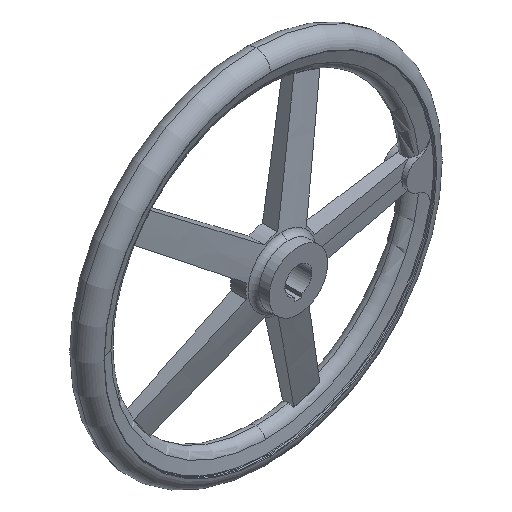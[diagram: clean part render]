
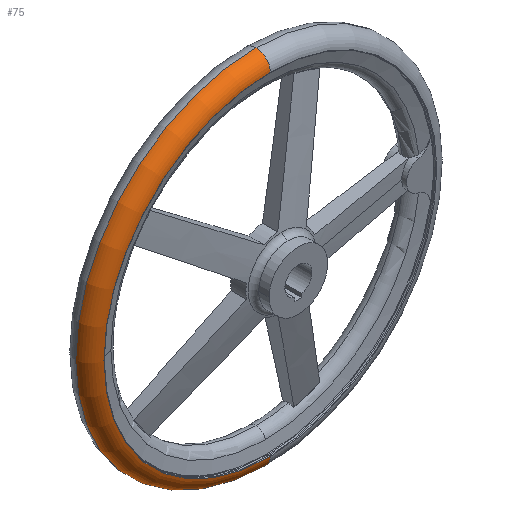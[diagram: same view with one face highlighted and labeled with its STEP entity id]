
A CAD part, isometric view. The second image highlights one B-rep face of the part: STEP entity #75.
In plain terms, the highlighted toroidal (fillet/blend) face has major radius 184 mm and minor radius 16 mm.
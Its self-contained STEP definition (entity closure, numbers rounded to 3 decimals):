
#75 = ADVANCED_FACE( '', ( #157 ), #158, .T. );
#157 = FACE_OUTER_BOUND( '', #321, .T. );
#158 = TOROIDAL_SURFACE( '', #322, 184., 16. );
#321 = EDGE_LOOP( '', ( #485, #486, #487, #488 ) );
#322 = AXIS2_PLACEMENT_3D( '', #489, #490, #491 );
#485 = ORIENTED_EDGE( '', *, *, #1250, .F. );
#486 = ORIENTED_EDGE( '', *, *, #1251, .T. );
#487 = ORIENTED_EDGE( '', *, *, #1252, .T. );
#488 = ORIENTED_EDGE( '', *, *, #1253, .T. );
#489 = CARTESIAN_POINT( '', ( 0., 47., 0. ) );
#490 = DIRECTION( '', ( 0., 1., 0. ) );
#491 = DIRECTION( '', ( 0., 0., 1. ) );
#1250 = EDGE_CURVE( '', #1511, #1512, #1513, .T. );
#1251 = EDGE_CURVE( '', #1511, #1514, #1515, .T. );
#1252 = EDGE_CURVE( '', #1514, #1516, #1517, .T. );
#1253 = EDGE_CURVE( '', #1516, #1512, #1518, .T. );
#1511 = VERTEX_POINT( '', #1944 );
#1512 = VERTEX_POINT( '', #1945 );
#1513 = CIRCLE( '', #1946, 200. );
#1514 = VERTEX_POINT( '', #1947 );
#1515 = CIRCLE( '', #1948, 16. );
#1516 = VERTEX_POINT( '', #1949 );
#1517 = CIRCLE( '', #1950, 184.667 );
#1518 = CIRCLE( '', #1951, 16. );
#1944 = CARTESIAN_POINT( '', ( 0., 47., -200. ) );
#1945 = CARTESIAN_POINT( '', ( 0., 47., 200. ) );
#1946 = AXIS2_PLACEMENT_3D( '', #4549, #4550, #4551 );
#1947 = CARTESIAN_POINT( '', ( 0., 31.014, -184.667 ) );
#1948 = AXIS2_PLACEMENT_3D( '', #4552, #4553, #4554 );
#1949 = CARTESIAN_POINT( '', ( 0., 31.014, 184.667 ) );
#1950 = AXIS2_PLACEMENT_3D( '', #4555, #4556, #4557 );
#1951 = AXIS2_PLACEMENT_3D( '', #4558, #4559, #4560 );
#4549 = CARTESIAN_POINT( '', ( 0., 47., 0. ) );
#4550 = DIRECTION( '', ( 0., 1., 0. ) );
#4551 = DIRECTION( '', ( 0., 0., 1. ) );
#4552 = CARTESIAN_POINT( '', ( 0., 47., -184. ) );
#4553 = DIRECTION( '', ( -1., 0., 0. ) );
#4554 = DIRECTION( '', ( 0., 0., -1. ) );
#4555 = CARTESIAN_POINT( '', ( 0., 31.014, 0. ) );
#4556 = DIRECTION( '', ( 0., 1., 0. ) );
#4557 = DIRECTION( '', ( 1., 0., 0. ) );
#4558 = CARTESIAN_POINT( '', ( 0., 47., 184. ) );
#4559 = DIRECTION( '', ( -1., 0., 0. ) );
#4560 = DIRECTION( '', ( 0., 0., 1. ) );
